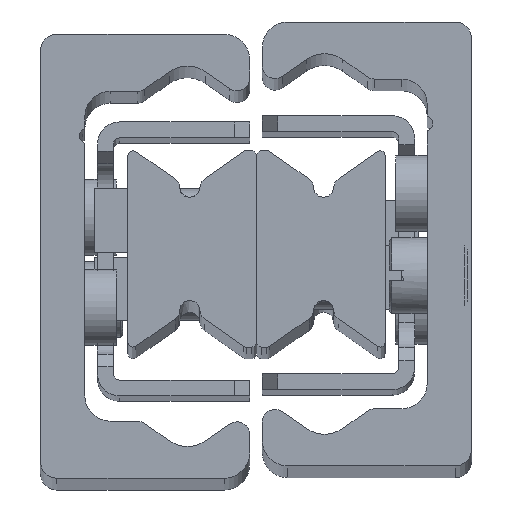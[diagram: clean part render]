
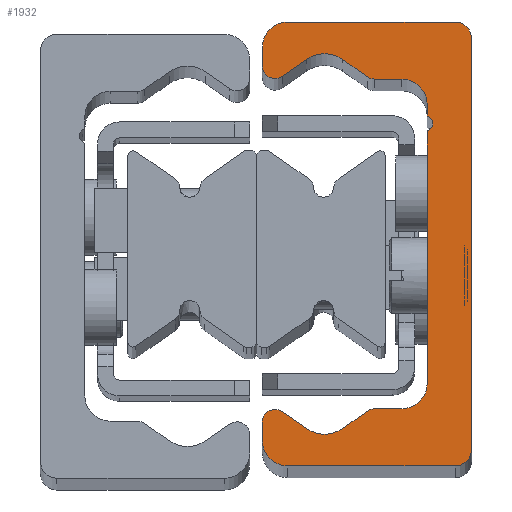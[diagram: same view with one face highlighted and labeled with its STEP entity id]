
A CAD part, top view. The second image highlights one B-rep face of the part: STEP entity #1932.
In plain terms, the highlighted face is planar.
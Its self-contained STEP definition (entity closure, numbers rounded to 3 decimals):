
#949=CARTESIAN_POINT('',(-0.001,1.3,0.0));
#950=VERTEX_POINT('',#949);
#957=CARTESIAN_POINT('',(1.299,0.,0.0));
#958=VERTEX_POINT('',#957);
#959=CARTESIAN_POINT('',(1.299,1.3,0.0));
#960=DIRECTION('',(0.0,0.0,1.0));
#961=DIRECTION('',(-1.0,0.0,0.0));
#962=AXIS2_PLACEMENT_3D('',#959,#960,#961);
#963=CIRCLE('',#962,1.3);
#964=EDGE_CURVE('',#950,#958,#963,.T.);
#988=CARTESIAN_POINT('',(-0.001,33.7,0.0));
#989=VERTEX_POINT('',#988);
#996=CARTESIAN_POINT('',(-0.001,33.7,0.0));
#997=DIRECTION('',(0.0,-1.0,0.0));
#998=VECTOR('',#997,32.4);
#999=LINE('',#996,#998);
#1000=EDGE_CURVE('',#989,#950,#999,.T.);
#1053=CARTESIAN_POINT('',(1.299,35.0,0.0));
#1054=VERTEX_POINT('',#1053);
#1061=CARTESIAN_POINT('',(1.299,33.7,0.0));
#1062=DIRECTION('',(0.0,0.0,1.0));
#1063=DIRECTION('',(0.0,1.0,0.0));
#1064=AXIS2_PLACEMENT_3D('',#1061,#1062,#1063);
#1065=CIRCLE('',#1064,1.3);
#1066=EDGE_CURVE('',#1054,#989,#1065,.T.);
#1085=CARTESIAN_POINT('',(14.499,35.0,0.0));
#1086=VERTEX_POINT('',#1085);
#1093=CARTESIAN_POINT('',(14.499,35.0,0.0));
#1094=DIRECTION('',(-1.0,0.0,0.0));
#1095=VECTOR('',#1094,13.2);
#1096=LINE('',#1093,#1095);
#1097=EDGE_CURVE('',#1086,#1054,#1096,.T.);
#1117=CARTESIAN_POINT('',(16.499,33.0,0.0));
#1118=VERTEX_POINT('',#1117);
#1125=CARTESIAN_POINT('',(14.499,33.0,0.0));
#1126=DIRECTION('',(0.0,0.0,1.0));
#1127=DIRECTION('',(1.0,0.0,0.0));
#1128=AXIS2_PLACEMENT_3D('',#1125,#1126,#1127);
#1129=CIRCLE('',#1128,2.0);
#1130=EDGE_CURVE('',#1118,#1086,#1129,.T.);
#1149=CARTESIAN_POINT('',(16.499,31.542,0.0));
#1150=VERTEX_POINT('',#1149);
#1157=CARTESIAN_POINT('',(16.499,31.542,0.0));
#1158=DIRECTION('',(0.0,1.0,0.0));
#1159=VECTOR('',#1158,1.458);
#1160=LINE('',#1157,#1159);
#1161=EDGE_CURVE('',#1150,#1118,#1160,.T.);
#1181=CARTESIAN_POINT('',(14.926,30.723,0.0));
#1182=VERTEX_POINT('',#1181);
#1189=CARTESIAN_POINT('',(15.499,31.542,0.0));
#1190=DIRECTION('',(0.0,0.0,1.));
#1191=DIRECTION('',(-0.574,-0.819,0.0));
#1192=AXIS2_PLACEMENT_3D('',#1189,#1190,#1191);
#1193=CIRCLE('',#1192,1.);
#1194=EDGE_CURVE('',#1182,#1150,#1193,.T.);
#1213=CARTESIAN_POINT('',(13.033,32.048,0.0));
#1214=VERTEX_POINT('',#1213);
#1221=CARTESIAN_POINT('',(13.033,32.048,0.0));
#1222=DIRECTION('',(0.819,-0.574,0.0));
#1223=VECTOR('',#1222,2.31);
#1224=LINE('',#1221,#1223);
#1225=EDGE_CURVE('',#1214,#1182,#1224,.T.);
#1245=CARTESIAN_POINT('',(10.165,32.048,0.0));
#1246=VERTEX_POINT('',#1245);
#1253=CARTESIAN_POINT('',(11.599,30.0,0.0));
#1254=DIRECTION('',(0.0,0.0,-1.));
#1255=DIRECTION('',(-0.574,-0.819,0.0));
#1256=AXIS2_PLACEMENT_3D('',#1253,#1254,#1255);
#1257=CIRCLE('',#1256,2.5);
#1258=EDGE_CURVE('',#1246,#1214,#1257,.T.);
#1277=CARTESIAN_POINT('',(8.213,30.681,0.0));
#1278=VERTEX_POINT('',#1277);
#1285=CARTESIAN_POINT('',(8.213,30.681,0.0));
#1286=DIRECTION('',(0.819,0.574,0.0));
#1287=VECTOR('',#1286,2.383);
#1288=LINE('',#1285,#1287);
#1289=EDGE_CURVE('',#1278,#1246,#1288,.T.);
#1309=CARTESIAN_POINT('',(7.64,30.5,0.0));
#1310=VERTEX_POINT('',#1309);
#1317=CARTESIAN_POINT('',(7.64,31.5,0.0));
#1318=DIRECTION('',(0.0,0.0,1.0));
#1319=DIRECTION('',(0.0,-1.0,0.0));
#1320=AXIS2_PLACEMENT_3D('',#1317,#1318,#1319);
#1321=CIRCLE('',#1320,1.0);
#1322=EDGE_CURVE('',#1310,#1278,#1321,.T.);
#1341=CARTESIAN_POINT('',(5.499,30.5,0.0));
#1342=VERTEX_POINT('',#1341);
#1349=CARTESIAN_POINT('',(5.499,30.5,0.0));
#1350=DIRECTION('',(1.0,0.0,0.0));
#1351=VECTOR('',#1350,2.14);
#1352=LINE('',#1349,#1351);
#1353=EDGE_CURVE('',#1342,#1310,#1352,.T.);
#1373=CARTESIAN_POINT('',(3.499,28.5,0.0));
#1374=VERTEX_POINT('',#1373);
#1381=CARTESIAN_POINT('',(5.499,28.5,0.0));
#1382=DIRECTION('',(0.0,0.0,-1.0));
#1383=DIRECTION('',(0.0,-1.0,0.0));
#1384=AXIS2_PLACEMENT_3D('',#1381,#1382,#1383);
#1385=CIRCLE('',#1384,2.0);
#1386=EDGE_CURVE('',#1374,#1342,#1385,.T.);
#1405=CARTESIAN_POINT('',(3.499,27.671,0.0));
#1406=VERTEX_POINT('',#1405);
#1413=CARTESIAN_POINT('',(3.499,27.671,0.0));
#1414=DIRECTION('',(0.0,1.0,0.0));
#1415=VECTOR('',#1414,0.829);
#1416=LINE('',#1413,#1415);
#1417=EDGE_CURVE('',#1406,#1374,#1416,.T.);
#1437=CARTESIAN_POINT('',(3.357,27.479,0.0));
#1438=VERTEX_POINT('',#1437);
#1445=CARTESIAN_POINT('',(3.299,27.671,0.0));
#1446=DIRECTION('',(0.0,0.0,1.));
#1447=DIRECTION('',(0.286,-0.958,0.0));
#1448=AXIS2_PLACEMENT_3D('',#1445,#1446,#1447);
#1449=CIRCLE('',#1448,0.2);
#1450=EDGE_CURVE('',#1438,#1406,#1449,.T.);
#1470=CARTESIAN_POINT('',(3.357,26.521,0.0));
#1471=VERTEX_POINT('',#1470);
#1478=CARTESIAN_POINT('',(3.499,27.0,0.0));
#1479=DIRECTION('',(0.0,0.0,-1.0));
#1480=DIRECTION('',(0.286,-0.958,0.0));
#1481=AXIS2_PLACEMENT_3D('',#1478,#1479,#1480);
#1482=CIRCLE('',#1481,0.5);
#1483=EDGE_CURVE('',#1471,#1438,#1482,.T.);
#1503=CARTESIAN_POINT('',(3.499,26.329,0.0));
#1504=VERTEX_POINT('',#1503);
#1511=CARTESIAN_POINT('',(3.299,26.329,0.0));
#1512=DIRECTION('',(0.0,0.0,1.0));
#1513=DIRECTION('',(1.0,0.0,0.0));
#1514=AXIS2_PLACEMENT_3D('',#1511,#1512,#1513);
#1515=CIRCLE('',#1514,0.2);
#1516=EDGE_CURVE('',#1504,#1471,#1515,.T.);
#1535=CARTESIAN_POINT('',(3.499,6.5,0.0));
#1536=VERTEX_POINT('',#1535);
#1543=CARTESIAN_POINT('',(3.499,6.5,0.0));
#1544=DIRECTION('',(0.0,1.0,0.0));
#1545=VECTOR('',#1544,19.829);
#1546=LINE('',#1543,#1545);
#1547=EDGE_CURVE('',#1536,#1504,#1546,.T.);
#1600=CARTESIAN_POINT('',(5.499,4.5,0.0));
#1601=VERTEX_POINT('',#1600);
#1608=CARTESIAN_POINT('',(5.499,6.5,0.0));
#1609=DIRECTION('',(0.0,0.0,-1.0));
#1610=DIRECTION('',(1.0,0.0,0.0));
#1611=AXIS2_PLACEMENT_3D('',#1608,#1609,#1610);
#1612=CIRCLE('',#1611,2.0);
#1613=EDGE_CURVE('',#1601,#1536,#1612,.T.);
#1632=CARTESIAN_POINT('',(7.64,4.5,0.0));
#1633=VERTEX_POINT('',#1632);
#1640=CARTESIAN_POINT('',(7.64,4.5,0.0));
#1641=DIRECTION('',(-1.0,0.0,0.0));
#1642=VECTOR('',#1641,2.14);
#1643=LINE('',#1640,#1642);
#1644=EDGE_CURVE('',#1633,#1601,#1643,.T.);
#1664=CARTESIAN_POINT('',(8.213,4.319,0.0));
#1665=VERTEX_POINT('',#1664);
#1672=CARTESIAN_POINT('',(7.64,3.5,0.0));
#1673=DIRECTION('',(0.0,0.0,1.));
#1674=DIRECTION('',(0.574,0.819,0.0));
#1675=AXIS2_PLACEMENT_3D('',#1672,#1673,#1674);
#1676=CIRCLE('',#1675,1.0);
#1677=EDGE_CURVE('',#1665,#1633,#1676,.T.);
#1696=CARTESIAN_POINT('',(10.165,2.952,0.0));
#1697=VERTEX_POINT('',#1696);
#1704=CARTESIAN_POINT('',(10.165,2.952,0.0));
#1705=DIRECTION('',(-0.819,0.574,0.0));
#1706=VECTOR('',#1705,2.383);
#1707=LINE('',#1704,#1706);
#1708=EDGE_CURVE('',#1697,#1665,#1707,.T.);
#1728=CARTESIAN_POINT('',(13.033,2.952,0.0));
#1729=VERTEX_POINT('',#1728);
#1736=CARTESIAN_POINT('',(11.599,5.,0.0));
#1737=DIRECTION('',(0.0,0.0,-1.0));
#1738=DIRECTION('',(0.574,0.819,0.0));
#1739=AXIS2_PLACEMENT_3D('',#1736,#1737,#1738);
#1740=CIRCLE('',#1739,2.5);
#1741=EDGE_CURVE('',#1729,#1697,#1740,.T.);
#1760=CARTESIAN_POINT('',(14.926,4.277,0.0));
#1761=VERTEX_POINT('',#1760);
#1768=CARTESIAN_POINT('',(14.926,4.277,0.0));
#1769=DIRECTION('',(-0.819,-0.574,0.0));
#1770=VECTOR('',#1769,2.31);
#1771=LINE('',#1768,#1770);
#1772=EDGE_CURVE('',#1761,#1729,#1771,.T.);
#1792=CARTESIAN_POINT('',(16.499,3.458,0.0));
#1793=VERTEX_POINT('',#1792);
#1800=CARTESIAN_POINT('',(15.499,3.458,0.0));
#1801=DIRECTION('',(0.0,0.0,1.0));
#1802=DIRECTION('',(1.0,0.0,0.0));
#1803=AXIS2_PLACEMENT_3D('',#1800,#1801,#1802);
#1804=CIRCLE('',#1803,1.);
#1805=EDGE_CURVE('',#1793,#1761,#1804,.T.);
#1824=CARTESIAN_POINT('',(16.499,2.,0.0));
#1825=VERTEX_POINT('',#1824);
#1832=CARTESIAN_POINT('',(16.499,2.,0.0));
#1833=DIRECTION('',(0.0,1.0,0.0));
#1834=VECTOR('',#1833,1.458);
#1835=LINE('',#1832,#1834);
#1836=EDGE_CURVE('',#1825,#1793,#1835,.T.);
#1856=CARTESIAN_POINT('',(14.499,0.,0.0));
#1857=VERTEX_POINT('',#1856);
#1864=CARTESIAN_POINT('',(14.499,2.,0.0));
#1865=DIRECTION('',(0.0,0.0,1.0));
#1866=DIRECTION('',(0.0,-1.0,0.0));
#1867=AXIS2_PLACEMENT_3D('',#1864,#1865,#1866);
#1868=CIRCLE('',#1867,2.0);
#1869=EDGE_CURVE('',#1857,#1825,#1868,.T.);
#1887=CARTESIAN_POINT('',(1.299,0.,0.0));
#1888=DIRECTION('',(1.0,0.0,0.0));
#1889=VECTOR('',#1888,13.2);
#1890=LINE('',#1887,#1889);
#1891=EDGE_CURVE('',#958,#1857,#1890,.T.);
#1897=CARTESIAN_POINT('',(5.933,17.534,0.0));
#1898=DIRECTION('',(0.0,0.0,1.0));
#1899=DIRECTION('',(1.0,0.0,0.0));
#1900=AXIS2_PLACEMENT_3D('',#1897,#1898,#1899);
#1901=PLANE('',#1900);
#1902=ORIENTED_EDGE('',*,*,#1891,.F.);
#1903=ORIENTED_EDGE('',*,*,#964,.F.);
#1904=ORIENTED_EDGE('',*,*,#1000,.F.);
#1905=ORIENTED_EDGE('',*,*,#1066,.F.);
#1906=ORIENTED_EDGE('',*,*,#1097,.F.);
#1907=ORIENTED_EDGE('',*,*,#1130,.F.);
#1908=ORIENTED_EDGE('',*,*,#1161,.F.);
#1909=ORIENTED_EDGE('',*,*,#1194,.F.);
#1910=ORIENTED_EDGE('',*,*,#1225,.F.);
#1911=ORIENTED_EDGE('',*,*,#1258,.F.);
#1912=ORIENTED_EDGE('',*,*,#1289,.F.);
#1913=ORIENTED_EDGE('',*,*,#1322,.F.);
#1914=ORIENTED_EDGE('',*,*,#1353,.F.);
#1915=ORIENTED_EDGE('',*,*,#1386,.F.);
#1916=ORIENTED_EDGE('',*,*,#1417,.F.);
#1917=ORIENTED_EDGE('',*,*,#1450,.F.);
#1918=ORIENTED_EDGE('',*,*,#1483,.F.);
#1919=ORIENTED_EDGE('',*,*,#1516,.F.);
#1920=ORIENTED_EDGE('',*,*,#1547,.F.);
#1921=ORIENTED_EDGE('',*,*,#1613,.F.);
#1922=ORIENTED_EDGE('',*,*,#1644,.F.);
#1923=ORIENTED_EDGE('',*,*,#1677,.F.);
#1924=ORIENTED_EDGE('',*,*,#1708,.F.);
#1925=ORIENTED_EDGE('',*,*,#1741,.F.);
#1926=ORIENTED_EDGE('',*,*,#1772,.F.);
#1927=ORIENTED_EDGE('',*,*,#1805,.F.);
#1928=ORIENTED_EDGE('',*,*,#1836,.F.);
#1929=ORIENTED_EDGE('',*,*,#1869,.F.);
#1930=EDGE_LOOP('',(#1902,#1903,#1904,#1905,#1906,#1907,#1908,#1909,#1910,#1911,#1912,#1913,#1914,#1915,#1916,#1917,#1918,#1919,#1920,#1921,#1922,#1923,#1924,#1925,#1926,#1927,#1928,#1929));
#1931=FACE_OUTER_BOUND('',#1930,.T.);
#1932=ADVANCED_FACE('',(#1931),#1901,.F.);
